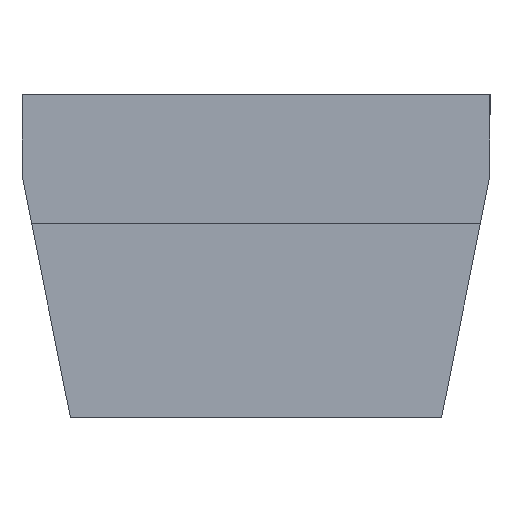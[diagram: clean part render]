
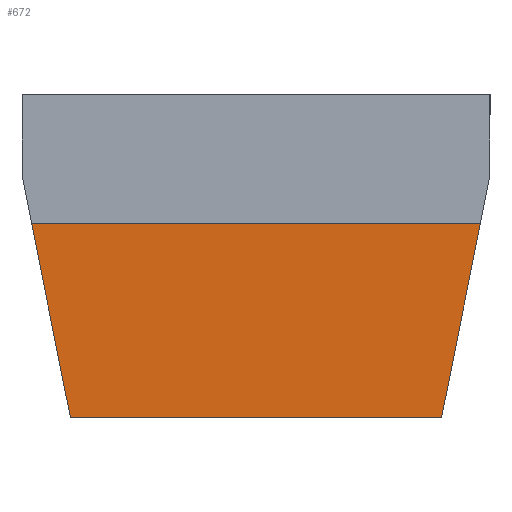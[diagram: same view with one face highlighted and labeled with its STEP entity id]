
A CAD part, front view. The second image highlights one B-rep face of the part: STEP entity #672.
In plain terms, the highlighted planar face has unit normal (0, -1, 0).
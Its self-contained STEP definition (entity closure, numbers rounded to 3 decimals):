
#105=FACE_OUTER_BOUND('',#147,.T.);
#147=EDGE_LOOP('',(#538,#539,#540,#541));
#188=LINE('',#977,#242);
#198=LINE('',#1606,#252);
#199=LINE('',#1609,#253);
#202=LINE('',#1614,#256);
#242=VECTOR('',#797,10.);
#252=VECTOR('',#835,10.);
#253=VECTOR('',#838,10.);
#256=VECTOR('',#843,10.);
#290=VERTEX_POINT('',#975);
#291=VERTEX_POINT('',#976);
#316=VERTEX_POINT('',#1600);
#319=VERTEX_POINT('',#1608);
#363=EDGE_CURVE('',#290,#291,#188,.T.);
#398=EDGE_CURVE('',#290,#316,#198,.T.);
#399=EDGE_CURVE('',#319,#316,#199,.T.);
#402=EDGE_CURVE('',#291,#319,#202,.T.);
#538=ORIENTED_EDGE('',*,*,#399,.T.);
#539=ORIENTED_EDGE('',*,*,#398,.F.);
#540=ORIENTED_EDGE('',*,*,#363,.T.);
#541=ORIENTED_EDGE('',*,*,#402,.T.);
#649=PLANE('',#726);
#672=ADVANCED_FACE('',(#105),#649,.T.);
#726=AXIS2_PLACEMENT_3D('',#1613,#841,#842);
#797=DIRECTION('',(1.,0.,0.));
#835=DIRECTION('',(-0.196,0.,0.981));
#838=DIRECTION('',(-1.,0.,0.));
#841=DIRECTION('center_axis',(0.,-1.,0.));
#842=DIRECTION('ref_axis',(0.5,0.,0.866));
#843=DIRECTION('',(0.196,0.,0.981));
#975=CARTESIAN_POINT('',(-20.624,-7.,-20.));
#976=CARTESIAN_POINT('',(2.376,-7.,-20.));
#977=CARTESIAN_POINT('',(2.376,-7.,-20.));
#1600=CARTESIAN_POINT('',(-23.024,-7.,-8.));
#1606=CARTESIAN_POINT('',(-20.624,-7.,-20.));
#1608=CARTESIAN_POINT('',(4.776,-7.,-8.));
#1609=CARTESIAN_POINT('',(-7.374,-7.,-8.));
#1613=CARTESIAN_POINT('Origin',(-20.624,-7.,-20.));
#1614=CARTESIAN_POINT('',(2.376,-7.,-20.));
